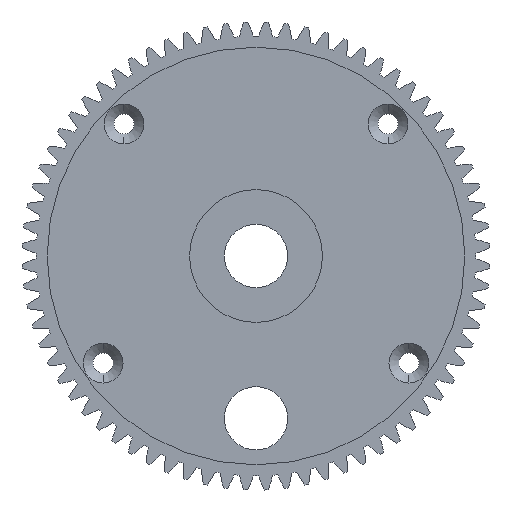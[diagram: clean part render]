
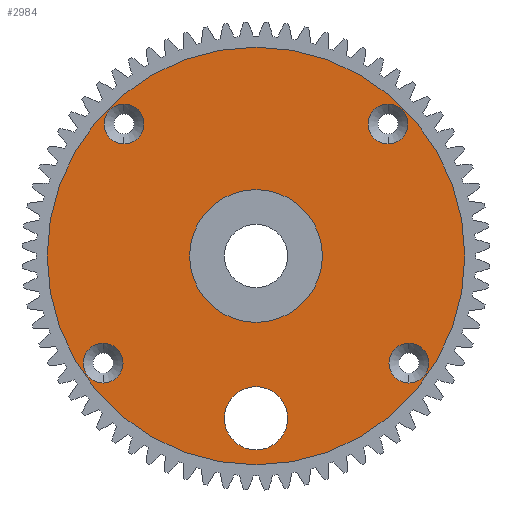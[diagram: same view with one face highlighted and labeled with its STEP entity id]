
A CAD part, left-side view. The second image highlights one B-rep face of the part: STEP entity #2984.
In plain terms, the highlighted planar face has unit normal (-1, 0, 0).
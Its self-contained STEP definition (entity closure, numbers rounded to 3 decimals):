
#7 = DIRECTION ( 'NONE',  ( 0., 0., 1. ) ) ;
#204 = CARTESIAN_POINT ( 'NONE',  ( 2.2, -20.86, 20.86 ) ) ;
#286 = CARTESIAN_POINT ( 'NONE',  ( 2.2, 0., -25.655 ) ) ;
#292 = DIRECTION ( 'NONE',  ( -1., 0., 0. ) ) ;
#391 = EDGE_LOOP ( 'NONE', ( #6858, #645 ) ) ;
#405 = AXIS2_PLACEMENT_3D ( 'NONE', #204, #5429, #1097 ) ;
#411 = CIRCLE ( 'NONE', #7047, 5. ) ;
#555 = EDGE_CURVE ( 'NONE', #10459, #1545, #7633, .T. ) ;
#628 = CIRCLE ( 'NONE', #1721, 3.15 ) ;
#645 = ORIENTED_EDGE ( 'NONE', *, *, #5342, .F. ) ;
#723 = VERTEX_POINT ( 'NONE', #5760 ) ;
#864 = DIRECTION ( 'NONE',  ( -1., 0., 0. ) ) ;
#903 = CIRCLE ( 'NONE', #5763, 33. ) ;
#1042 = ORIENTED_EDGE ( 'NONE', *, *, #8832, .F. ) ;
#1097 = DIRECTION ( 'NONE',  ( 0., 0., 1. ) ) ;
#1129 = PLANE ( 'NONE',  #1994 ) ;
#1138 = EDGE_CURVE ( 'NONE', #9284, #6192, #628, .T. ) ;
#1187 = DIRECTION ( 'NONE',  ( 0., 0., 1. ) ) ;
#1426 = DIRECTION ( 'NONE',  ( 0., 0., 1. ) ) ;
#1545 = VERTEX_POINT ( 'NONE', #8284 ) ;
#1721 = AXIS2_PLACEMENT_3D ( 'NONE', #6841, #10260, #6008 ) ;
#1819 = DIRECTION ( 'NONE',  ( -1., 0., 0. ) ) ;
#1873 = CARTESIAN_POINT ( 'NONE',  ( 2.2, -24.165, -16.921 ) ) ;
#1980 = FACE_BOUND ( 'NONE', #4583, .T. ) ;
#1994 = AXIS2_PLACEMENT_3D ( 'NONE', #4565, #2037, #2099 ) ;
#2013 = DIRECTION ( 'NONE',  ( -1., 0., 0. ) ) ;
#2037 = DIRECTION ( 'NONE',  ( -1., 0., 0. ) ) ;
#2063 = CARTESIAN_POINT ( 'NONE',  ( 2.2, 0., 0. ) ) ;
#2090 = CARTESIAN_POINT ( 'NONE',  ( 2.2, 24.165, -13.771 ) ) ;
#2099 = DIRECTION ( 'NONE',  ( 0., 0., 1. ) ) ;
#2117 = EDGE_CURVE ( 'NONE', #7623, #3786, #3973, .T. ) ;
#2234 = AXIS2_PLACEMENT_3D ( 'NONE', #3262, #3431, #6852 ) ;
#2239 = CARTESIAN_POINT ( 'NONE',  ( 2.2, 24.165, -16.921 ) ) ;
#2571 = AXIS2_PLACEMENT_3D ( 'NONE', #5732, #1819, #3242 ) ;
#2622 = AXIS2_PLACEMENT_3D ( 'NONE', #286, #8712, #7810 ) ;
#2695 = EDGE_CURVE ( 'NONE', #4344, #723, #903, .T. ) ;
#2753 = CIRCLE ( 'NONE', #4002, 10.5 ) ;
#2774 = CIRCLE ( 'NONE', #2962, 3.15 ) ;
#2962 = AXIS2_PLACEMENT_3D ( 'NONE', #9226, #5071, #7 ) ;
#2984 = ADVANCED_FACE ( 'NONE', ( #6139, #9559, #7143, #3512, #9672, #1980, #6307 ), #1129, .T. ) ;
#3053 = ORIENTED_EDGE ( 'NONE', *, *, #555, .F. ) ;
#3242 = DIRECTION ( 'NONE',  ( 0., 0., 1. ) ) ;
#3262 = CARTESIAN_POINT ( 'NONE',  ( 2.2, 20.86, 20.86 ) ) ;
#3325 = CIRCLE ( 'NONE', #9594, 33. ) ;
#3378 = CARTESIAN_POINT ( 'NONE',  ( 2.2, -24.165, -13.771 ) ) ;
#3431 = DIRECTION ( 'NONE',  ( -1., 0., 0. ) ) ;
#3483 = CARTESIAN_POINT ( 'NONE',  ( 2.2, -20.86, 17.71 ) ) ;
#3512 = FACE_BOUND ( 'NONE', #7157, .T. ) ;
#3536 = CARTESIAN_POINT ( 'NONE',  ( 2.2, 24.165, -20.071 ) ) ;
#3586 = CARTESIAN_POINT ( 'NONE',  ( 2.2, 0., -30.655 ) ) ;
#3677 = ORIENTED_EDGE ( 'NONE', *, *, #5304, .F. ) ;
#3741 = DIRECTION ( 'NONE',  ( -1., 0., 0. ) ) ;
#3786 = VERTEX_POINT ( 'NONE', #5329 ) ;
#3822 = CIRCLE ( 'NONE', #9200, 3.15 ) ;
#3827 = CIRCLE ( 'NONE', #405, 3.15 ) ;
#3973 = CIRCLE ( 'NONE', #7735, 3.15 ) ;
#4002 = AXIS2_PLACEMENT_3D ( 'NONE', #9703, #2013, #5439 ) ;
#4344 = VERTEX_POINT ( 'NONE', #6366 ) ;
#4362 = CIRCLE ( 'NONE', #2571, 3.15 ) ;
#4379 = CIRCLE ( 'NONE', #2234, 3.15 ) ;
#4558 = CARTESIAN_POINT ( 'NONE',  ( 2.2, -20.86, 20.86 ) ) ;
#4565 = CARTESIAN_POINT ( 'NONE',  ( 2.2, 0., 0. ) ) ;
#4583 = EDGE_LOOP ( 'NONE', ( #3677, #3053 ) ) ;
#4617 = ORIENTED_EDGE ( 'NONE', *, *, #1138, .F. ) ;
#4741 = ORIENTED_EDGE ( 'NONE', *, *, #9379, .T. ) ;
#5071 = DIRECTION ( 'NONE',  ( -1., 0., 0. ) ) ;
#5133 = AXIS2_PLACEMENT_3D ( 'NONE', #6271, #3741, #7155 ) ;
#5188 = EDGE_CURVE ( 'NONE', #8040, #10590, #411, .T. ) ;
#5196 = EDGE_CURVE ( 'NONE', #9177, #8043, #3822, .T. ) ;
#5261 = ORIENTED_EDGE ( 'NONE', *, *, #10864, .F. ) ;
#5304 = EDGE_CURVE ( 'NONE', #1545, #10459, #2753, .T. ) ;
#5329 = CARTESIAN_POINT ( 'NONE',  ( 2.2, -24.165, -20.071 ) ) ;
#5334 = EDGE_LOOP ( 'NONE', ( #4617, #7689 ) ) ;
#5342 = EDGE_CURVE ( 'NONE', #8043, #9177, #4362, .T. ) ;
#5429 = DIRECTION ( 'NONE',  ( -1., 0., 0. ) ) ;
#5439 = DIRECTION ( 'NONE',  ( 0., 0., 1. ) ) ;
#5557 = DIRECTION ( 'NONE',  ( 0., 0., 1. ) ) ;
#5713 = CARTESIAN_POINT ( 'NONE',  ( 2.2, 0., 0. ) ) ;
#5732 = CARTESIAN_POINT ( 'NONE',  ( 2.2, 24.165, -16.921 ) ) ;
#5760 = CARTESIAN_POINT ( 'NONE',  ( 2.2, 0., 33. ) ) ;
#5763 = AXIS2_PLACEMENT_3D ( 'NONE', #5713, #9125, #1426 ) ;
#5857 = CARTESIAN_POINT ( 'NONE',  ( 2.2, 0., 10.5 ) ) ;
#5882 = VERTEX_POINT ( 'NONE', #10224 ) ;
#5904 = EDGE_CURVE ( 'NONE', #10590, #8040, #6743, .T. ) ;
#6008 = DIRECTION ( 'NONE',  ( 0., 0., 1. ) ) ;
#6139 = FACE_BOUND ( 'NONE', #5334, .T. ) ;
#6177 = ORIENTED_EDGE ( 'NONE', *, *, #8151, .F. ) ;
#6192 = VERTEX_POINT ( 'NONE', #9432 ) ;
#6271 = CARTESIAN_POINT ( 'NONE',  ( 2.2, 0., 0. ) ) ;
#6280 = DIRECTION ( 'NONE',  ( -1., 0., 0. ) ) ;
#6307 = FACE_OUTER_BOUND ( 'NONE', #9007, .T. ) ;
#6355 = EDGE_LOOP ( 'NONE', ( #6177, #5261 ) ) ;
#6366 = CARTESIAN_POINT ( 'NONE',  ( 2.2, 0., -33. ) ) ;
#6743 = CIRCLE ( 'NONE', #2622, 5. ) ;
#6841 = CARTESIAN_POINT ( 'NONE',  ( 2.2, 20.86, 20.86 ) ) ;
#6852 = DIRECTION ( 'NONE',  ( 0., 0., 1. ) ) ;
#6858 = ORIENTED_EDGE ( 'NONE', *, *, #5196, .F. ) ;
#7047 = AXIS2_PLACEMENT_3D ( 'NONE', #8121, #9022, #5557 ) ;
#7143 = FACE_BOUND ( 'NONE', #391, .T. ) ;
#7155 = DIRECTION ( 'NONE',  ( 0., 0., 1. ) ) ;
#7157 = EDGE_LOOP ( 'NONE', ( #8395, #1042 ) ) ;
#7215 = DIRECTION ( 'NONE',  ( 0., 0., 1. ) ) ;
#7242 = ORIENTED_EDGE ( 'NONE', *, *, #2695, .T. ) ;
#7256 = CIRCLE ( 'NONE', #7968, 3.15 ) ;
#7387 = CARTESIAN_POINT ( 'NONE',  ( 2.2, 0., -20.655 ) ) ;
#7623 = VERTEX_POINT ( 'NONE', #3378 ) ;
#7624 = VERTEX_POINT ( 'NONE', #3483 ) ;
#7633 = CIRCLE ( 'NONE', #5133, 10.5 ) ;
#7689 = ORIENTED_EDGE ( 'NONE', *, *, #10549, .F. ) ;
#7735 = AXIS2_PLACEMENT_3D ( 'NONE', #1873, #864, #7758 ) ;
#7758 = DIRECTION ( 'NONE',  ( 0., 0., 1. ) ) ;
#7810 = DIRECTION ( 'NONE',  ( 0., 0., 1. ) ) ;
#7968 = AXIS2_PLACEMENT_3D ( 'NONE', #4558, #292, #1187 ) ;
#8040 = VERTEX_POINT ( 'NONE', #3586 ) ;
#8043 = VERTEX_POINT ( 'NONE', #3536 ) ;
#8121 = CARTESIAN_POINT ( 'NONE',  ( 2.2, 0., -25.655 ) ) ;
#8151 = EDGE_CURVE ( 'NONE', #5882, #7624, #3827, .T. ) ;
#8284 = CARTESIAN_POINT ( 'NONE',  ( 2.2, 0., -10.5 ) ) ;
#8395 = ORIENTED_EDGE ( 'NONE', *, *, #2117, .F. ) ;
#8692 = ORIENTED_EDGE ( 'NONE', *, *, #5904, .F. ) ;
#8712 = DIRECTION ( 'NONE',  ( -1., 0., 0. ) ) ;
#8832 = EDGE_CURVE ( 'NONE', #3786, #7623, #2774, .T. ) ;
#8915 = DIRECTION ( 'NONE',  ( -1., 0., 0. ) ) ;
#9007 = EDGE_LOOP ( 'NONE', ( #4741, #7242 ) ) ;
#9022 = DIRECTION ( 'NONE',  ( -1., 0., 0. ) ) ;
#9125 = DIRECTION ( 'NONE',  ( -1., 0., 0. ) ) ;
#9177 = VERTEX_POINT ( 'NONE', #2090 ) ;
#9200 = AXIS2_PLACEMENT_3D ( 'NONE', #2239, #8915, #10722 ) ;
#9226 = CARTESIAN_POINT ( 'NONE',  ( 2.2, -24.165, -16.921 ) ) ;
#9284 = VERTEX_POINT ( 'NONE', #9320 ) ;
#9320 = CARTESIAN_POINT ( 'NONE',  ( 2.2, 20.86, 24.01 ) ) ;
#9379 = EDGE_CURVE ( 'NONE', #723, #4344, #3325, .T. ) ;
#9432 = CARTESIAN_POINT ( 'NONE',  ( 2.2, 20.86, 17.71 ) ) ;
#9559 = FACE_BOUND ( 'NONE', #6355, .T. ) ;
#9594 = AXIS2_PLACEMENT_3D ( 'NONE', #2063, #6280, #7215 ) ;
#9672 = FACE_BOUND ( 'NONE', #9673, .T. ) ;
#9673 = EDGE_LOOP ( 'NONE', ( #8692, #9921 ) ) ;
#9703 = CARTESIAN_POINT ( 'NONE',  ( 2.2, 0., 0. ) ) ;
#9921 = ORIENTED_EDGE ( 'NONE', *, *, #5188, .F. ) ;
#10224 = CARTESIAN_POINT ( 'NONE',  ( 2.2, -20.86, 24.01 ) ) ;
#10260 = DIRECTION ( 'NONE',  ( -1., 0., 0. ) ) ;
#10459 = VERTEX_POINT ( 'NONE', #5857 ) ;
#10549 = EDGE_CURVE ( 'NONE', #6192, #9284, #4379, .T. ) ;
#10590 = VERTEX_POINT ( 'NONE', #7387 ) ;
#10722 = DIRECTION ( 'NONE',  ( 0., 0., 1. ) ) ;
#10864 = EDGE_CURVE ( 'NONE', #7624, #5882, #7256, .T. ) ;
